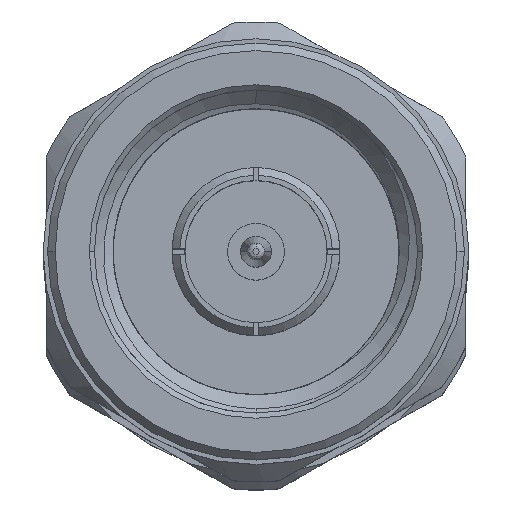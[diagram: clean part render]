
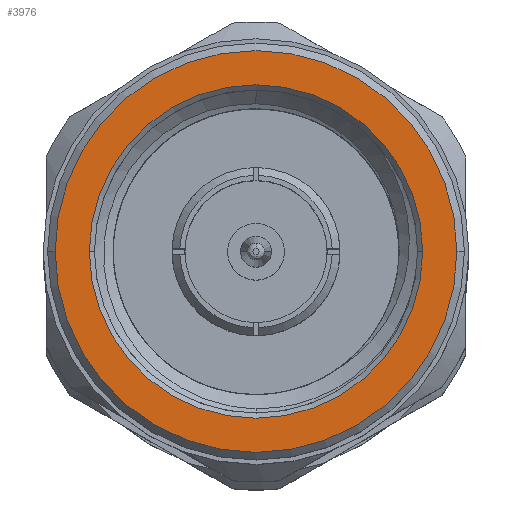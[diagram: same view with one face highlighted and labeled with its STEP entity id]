
A CAD part, top view. The second image highlights one B-rep face of the part: STEP entity #3976.
In plain terms, the highlighted face is planar.
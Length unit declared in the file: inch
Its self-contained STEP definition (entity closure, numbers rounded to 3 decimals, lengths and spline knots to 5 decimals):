
#8 = VERTEX_POINT ( 'NONE', #1361 ) ;
#149 = AXIS2_PLACEMENT_3D ( 'NONE', #579, #1422, #4492 ) ;
#174 = FACE_OUTER_BOUND ( 'NONE', #4169, .T. ) ;
#521 = AXIS2_PLACEMENT_3D ( 'NONE', #3023, #3886, #4778 ) ;
#579 = CARTESIAN_POINT ( 'NONE',  ( 0., 0., 0. ) ) ;
#665 = ORIENTED_EDGE ( 'NONE', *, *, #3829, .T. ) ;
#676 = DIRECTION ( 'NONE',  ( 1., 0., 0. ) ) ;
#692 = CARTESIAN_POINT ( 'NONE',  ( 0., 0., 0.38863 ) ) ;
#1259 = DIRECTION ( 'NONE',  ( 0., 0., -1. ) ) ;
#1361 = CARTESIAN_POINT ( 'NONE',  ( 0., 0., -0.38863 ) ) ;
#1370 = EDGE_LOOP ( 'NONE', ( #3569, #665 ) ) ;
#1422 = DIRECTION ( 'NONE',  ( 1., 0., 0. ) ) ;
#1463 = CIRCLE ( 'NONE', #4674, 0.38863 ) ;
#1496 = VERTEX_POINT ( 'NONE', #692 ) ;
#1591 = EDGE_CURVE ( 'NONE', #1496, #8, #4540, .T. ) ;
#1625 = PLANE ( 'NONE',  #4352 ) ;
#1815 = ORIENTED_EDGE ( 'NONE', *, *, #2742, .F. ) ;
#2058 = CARTESIAN_POINT ( 'NONE',  ( 0., 0., 0. ) ) ;
#2067 = CARTESIAN_POINT ( 'NONE',  ( 0., 0., -0.3225 ) ) ;
#2070 = CIRCLE ( 'NONE', #149, 0.3225 ) ;
#2170 = CIRCLE ( 'NONE', #521, 0.3225 ) ;
#2517 = DIRECTION ( 'NONE',  ( 0., 0., 1. ) ) ;
#2677 = CARTESIAN_POINT ( 'NONE',  ( 0., 0., 0.3225 ) ) ;
#2742 = EDGE_CURVE ( 'NONE', #8, #1496, #1463, .T. ) ;
#2844 = CARTESIAN_POINT ( 'NONE',  ( 0., 0., 0. ) ) ;
#3023 = CARTESIAN_POINT ( 'NONE',  ( 0., 0., 0. ) ) ;
#3431 = CARTESIAN_POINT ( 'NONE',  ( 0., 0., 0. ) ) ;
#3440 = VERTEX_POINT ( 'NONE', #2677 ) ;
#3569 = ORIENTED_EDGE ( 'NONE', *, *, #4183, .T. ) ;
#3696 = VERTEX_POINT ( 'NONE', #2067 ) ;
#3799 = DIRECTION ( 'NONE',  ( -1., 0., 0. ) ) ;
#3829 = EDGE_CURVE ( 'NONE', #3696, #3440, #2070, .T. ) ;
#3866 = DIRECTION ( 'NONE',  ( 1., 0., 0. ) ) ;
#3886 = DIRECTION ( 'NONE',  ( 1., 0., 0. ) ) ;
#3976 = ADVANCED_FACE ( 'NONE', ( #174, #4125 ), #1625, .T. ) ;
#3996 = ORIENTED_EDGE ( 'NONE', *, *, #1591, .F. ) ;
#4077 = AXIS2_PLACEMENT_3D ( 'NONE', #3431, #3866, #1259 ) ;
#4125 = FACE_BOUND ( 'NONE', #1370, .T. ) ;
#4169 = EDGE_LOOP ( 'NONE', ( #1815, #3996 ) ) ;
#4183 = EDGE_CURVE ( 'NONE', #3440, #3696, #2170, .T. ) ;
#4352 = AXIS2_PLACEMENT_3D ( 'NONE', #2058, #3799, #2517 ) ;
#4492 = DIRECTION ( 'NONE',  ( 0., 0., 1. ) ) ;
#4540 = CIRCLE ( 'NONE', #4077, 0.38863 ) ;
#4674 = AXIS2_PLACEMENT_3D ( 'NONE', #2844, #676, #5436 ) ;
#4778 = DIRECTION ( 'NONE',  ( 0., 0., 1. ) ) ;
#5436 = DIRECTION ( 'NONE',  ( 0., 0., -1. ) ) ;
